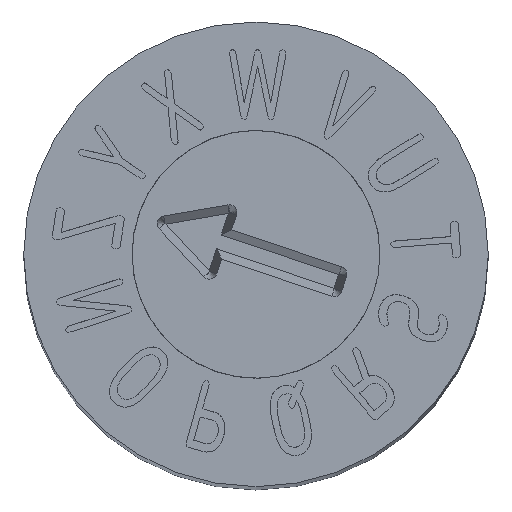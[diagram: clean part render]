
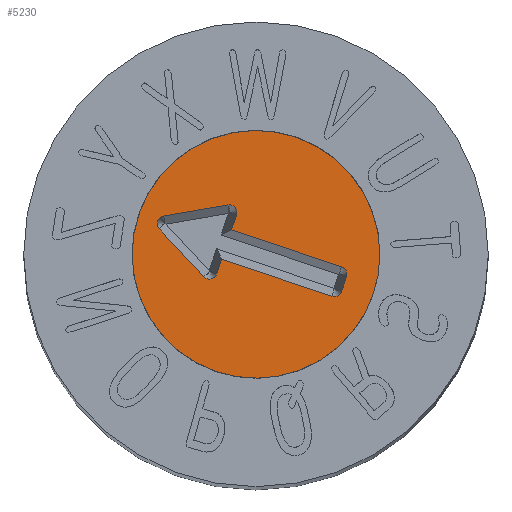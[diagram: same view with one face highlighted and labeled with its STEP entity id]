
A CAD part, top view. The second image highlights one B-rep face of the part: STEP entity #5230.
In plain terms, the highlighted planar face has unit normal (0, 0, 1).
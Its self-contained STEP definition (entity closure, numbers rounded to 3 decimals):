
#72=CIRCLE('',#5437,0.05);
#73=CIRCLE('',#5440,0.05);
#74=CIRCLE('',#5443,0.05);
#75=CIRCLE('',#5447,0.05);
#84=CIRCLE('',#5465,0.8);
#112=FACE_BOUND('',#1156,.T.);
#418=B_SPLINE_CURVE_WITH_KNOTS('',3,(#9711,#9712,#9713,#9714,#9715),
 .UNSPECIFIED.,.F.,.F.,(4,1,4),(1.571,2.244,3.142),
 .UNSPECIFIED.);
#850=FACE_OUTER_BOUND('',#1155,.T.);
#1155=EDGE_LOOP('',(#4811));
#1156=EDGE_LOOP('',(#4812,#4813,#4814,#4815,#4816,#4817,#4818,#4819,#4820,
#4821,#4822,#4823));
#1558=LINE('',#9724,#1987);
#1562=LINE('',#9732,#1991);
#1567=LINE('',#9744,#1996);
#1572=LINE('',#9756,#2001);
#1576=LINE('',#9766,#2005);
#1580=LINE('',#9774,#2009);
#1583=LINE('',#9781,#2012);
#1987=VECTOR('',#6130,10.);
#1991=VECTOR('',#6136,10.);
#1996=VECTOR('',#6147,10.);
#2001=VECTOR('',#6158,10.);
#2005=VECTOR('',#6168,10.);
#2009=VECTOR('',#6174,10.);
#2012=VECTOR('',#6183,10.);
#2494=VERTEX_POINT('',#9704);
#2496=VERTEX_POINT('',#9710);
#2497=VERTEX_POINT('',#9718);
#2500=VERTEX_POINT('',#9726);
#2503=VERTEX_POINT('',#9734);
#2504=VERTEX_POINT('',#9738);
#2507=VERTEX_POINT('',#9746);
#2508=VERTEX_POINT('',#9750);
#2511=VERTEX_POINT('',#9758);
#2512=VERTEX_POINT('',#9762);
#2514=VERTEX_POINT('',#9768);
#2517=VERTEX_POINT('',#9776);
#2525=VERTEX_POINT('',#9808);
#3245=EDGE_CURVE('',#2496,#2494,#418,.T.);
#3250=EDGE_CURVE('',#2497,#2496,#1558,.T.);
#3254=EDGE_CURVE('',#2500,#2497,#1562,.T.);
#3255=EDGE_CURVE('',#2503,#2500,#72,.T.);
#3260=EDGE_CURVE('',#2504,#2503,#1567,.T.);
#3261=EDGE_CURVE('',#2507,#2504,#73,.T.);
#3266=EDGE_CURVE('',#2508,#2507,#1572,.T.);
#3267=EDGE_CURVE('',#2511,#2508,#74,.T.);
#3271=EDGE_CURVE('',#2512,#2511,#1576,.T.);
#3275=EDGE_CURVE('',#2514,#2512,#1580,.T.);
#3276=EDGE_CURVE('',#2517,#2514,#75,.T.);
#3279=EDGE_CURVE('',#2494,#2517,#1583,.T.);
#3291=EDGE_CURVE('',#2525,#2525,#84,.T.);
#4811=ORIENTED_EDGE('',*,*,#3291,.F.);
#4812=ORIENTED_EDGE('',*,*,#3245,.T.);
#4813=ORIENTED_EDGE('',*,*,#3279,.T.);
#4814=ORIENTED_EDGE('',*,*,#3276,.T.);
#4815=ORIENTED_EDGE('',*,*,#3275,.T.);
#4816=ORIENTED_EDGE('',*,*,#3271,.T.);
#4817=ORIENTED_EDGE('',*,*,#3267,.T.);
#4818=ORIENTED_EDGE('',*,*,#3266,.T.);
#4819=ORIENTED_EDGE('',*,*,#3261,.T.);
#4820=ORIENTED_EDGE('',*,*,#3260,.T.);
#4821=ORIENTED_EDGE('',*,*,#3255,.T.);
#4822=ORIENTED_EDGE('',*,*,#3254,.T.);
#4823=ORIENTED_EDGE('',*,*,#3250,.T.);
#4949=PLANE('',#5466);
#5230=ADVANCED_FACE('',(#850,#112),#4949,.F.);
#5437=AXIS2_PLACEMENT_3D('',#9735,#6139,#6140);
#5440=AXIS2_PLACEMENT_3D('',#9747,#6150,#6151);
#5443=AXIS2_PLACEMENT_3D('',#9759,#6161,#6162);
#5447=AXIS2_PLACEMENT_3D('',#9777,#6177,#6178);
#5465=AXIS2_PLACEMENT_3D('',#9809,#6219,#6220);
#5466=AXIS2_PLACEMENT_3D('',#9811,#6222,#6223);
#6130=DIRECTION('',(0.,1.,0.));
#6136=DIRECTION('',(1.,0.,0.));
#6139=DIRECTION('center_axis',(0.,0.,-1.));
#6140=DIRECTION('ref_axis',(0.,-1.,0.));
#6147=DIRECTION('',(-0.476,0.88,0.));
#6150=DIRECTION('center_axis',(0.,0.,-1.));
#6151=DIRECTION('ref_axis',(0.88,0.476,0.));
#6158=DIRECTION('',(-0.476,-0.88,0.));
#6161=DIRECTION('center_axis',(0.,0.,-1.));
#6162=DIRECTION('ref_axis',(-0.88,0.476,0.));
#6168=DIRECTION('',(1.,0.,0.));
#6174=DIRECTION('',(0.,-1.,0.));
#6177=DIRECTION('center_axis',(0.,0.,-1.));
#6178=DIRECTION('ref_axis',(-1.,0.,0.));
#6183=DIRECTION('',(1.,0.,0.));
#6219=DIRECTION('center_axis',(0.,0.,-1.));
#6220=DIRECTION('ref_axis',(-1.,0.,0.));
#6222=DIRECTION('center_axis',(0.,0.,-1.));
#6223=DIRECTION('ref_axis',(-1.,0.,0.));
#9704=CARTESIAN_POINT('',(-0.05,0.6,2.));
#9710=CARTESIAN_POINT('',(-0.1,0.55,2.));
#9711=CARTESIAN_POINT('Ctrl Pts',(-0.1,0.55,2.));
#9712=CARTESIAN_POINT('Ctrl Pts',(-0.1,0.561,2.));
#9713=CARTESIAN_POINT('Ctrl Pts',(-0.091,0.587,
2.));
#9714=CARTESIAN_POINT('Ctrl Pts',(-0.065,0.6,2.));
#9715=CARTESIAN_POINT('Ctrl Pts',(-0.05,0.6,2.));
#9718=CARTESIAN_POINT('',(-0.1,-0.2,2.));
#9724=CARTESIAN_POINT('',(-0.1,0.275,2.));
#9726=CARTESIAN_POINT('',(-0.2,-0.2,2.));
#9732=CARTESIAN_POINT('',(-0.05,-0.2,2.));
#9734=CARTESIAN_POINT('',(-0.244,-0.274,2.));
#9735=CARTESIAN_POINT('Origin',(-0.2,-0.25,2.));
#9738=CARTESIAN_POINT('',(-0.044,-0.644,2.));
#9744=CARTESIAN_POINT('',(-0.274,-0.219,2.));
#9746=CARTESIAN_POINT('',(0.044,-0.644,2.));
#9747=CARTESIAN_POINT('Origin',(0.,-0.62,
2.));
#9750=CARTESIAN_POINT('',(0.244,-0.274,2.));
#9756=CARTESIAN_POINT('',(0.174,-0.404,2.));
#9758=CARTESIAN_POINT('',(0.2,-0.2,2.));
#9759=CARTESIAN_POINT('Origin',(0.2,-0.25,2.));
#9762=CARTESIAN_POINT('',(0.1,-0.2,2.));
#9766=CARTESIAN_POINT('',(0.1,-0.2,2.));
#9768=CARTESIAN_POINT('',(0.1,0.55,2.));
#9774=CARTESIAN_POINT('',(0.1,-0.1,2.));
#9776=CARTESIAN_POINT('',(0.05,0.6,2.));
#9777=CARTESIAN_POINT('Origin',(0.05,0.55,2.));
#9781=CARTESIAN_POINT('',(0.,0.6,2.));
#9808=CARTESIAN_POINT('',(0.8,0.,2.));
#9809=CARTESIAN_POINT('Origin',(0.,0.,2.));
#9811=CARTESIAN_POINT('Origin',(0.,0.,2.));
